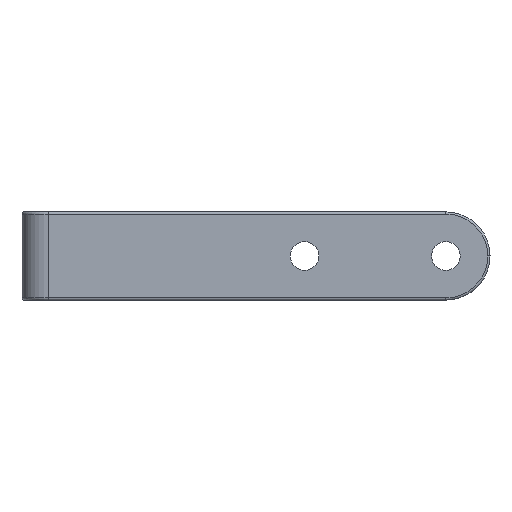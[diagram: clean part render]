
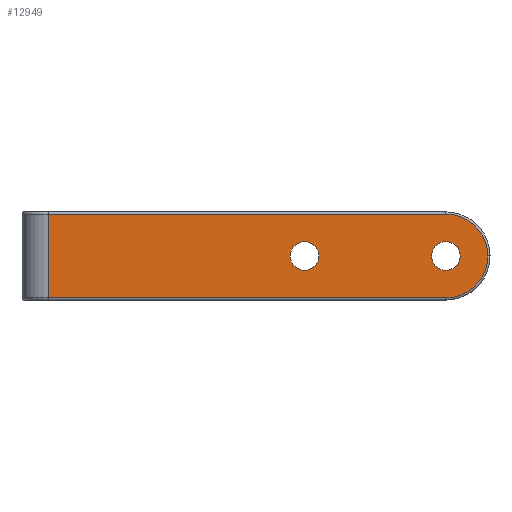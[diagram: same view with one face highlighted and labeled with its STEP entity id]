
A CAD part, left-side view. The second image highlights one B-rep face of the part: STEP entity #12949.
In plain terms, the highlighted planar face has unit normal (-1, 0, 0).
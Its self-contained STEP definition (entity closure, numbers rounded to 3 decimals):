
#444 = VECTOR ( 'NONE', #15405, 1000. ) ;
#640 = DIRECTION ( 'NONE',  ( 1., 0., 0. ) ) ;
#777 = CARTESIAN_POINT ( 'NONE',  ( 0., 0., 0.5 ) ) ;
#864 = VERTEX_POINT ( 'NONE', #1349 ) ;
#908 = ORIENTED_EDGE ( 'NONE', *, *, #8218, .F. ) ;
#1110 = CARTESIAN_POINT ( 'NONE',  ( 0., 10., 10. ) ) ;
#1349 = CARTESIAN_POINT ( 'NONE',  ( 0., 10., 19.5 ) ) ;
#1567 = EDGE_CURVE ( 'NONE', #10305, #16429, #12711, .T. ) ;
#2047 = CARTESIAN_POINT ( 'NONE',  ( 0., 42., 13.25 ) ) ;
#2306 = DIRECTION ( 'NONE',  ( 0., 0., 1. ) ) ;
#2309 = EDGE_CURVE ( 'NONE', #864, #10305, #14838, .T. ) ;
#2386 = CIRCLE ( 'NONE', #15442, 3.25 ) ;
#2398 = ORIENTED_EDGE ( 'NONE', *, *, #1567, .F. ) ;
#2467 = DIRECTION ( 'NONE',  ( 0., 0., 1. ) ) ;
#2613 = VECTOR ( 'NONE', #16310, 1000. ) ;
#2936 = AXIS2_PLACEMENT_3D ( 'NONE', #15883, #4448, #9532 ) ;
#3065 = DIRECTION ( 'NONE',  ( 0., 0., 1. ) ) ;
#3161 = CARTESIAN_POINT ( 'NONE',  ( 0., 100., 19.5 ) ) ;
#3173 = EDGE_LOOP ( 'NONE', ( #2398, #10807, #7240, #3315, #3937 ) ) ;
#3315 = ORIENTED_EDGE ( 'NONE', *, *, #3695, .T. ) ;
#3372 = VERTEX_POINT ( 'NONE', #13742 ) ;
#3408 = CIRCLE ( 'NONE', #8721, 3.25 ) ;
#3630 = DIRECTION ( 'NONE',  ( -1., 0., 0. ) ) ;
#3690 = VERTEX_POINT ( 'NONE', #6465 ) ;
#3695 = EDGE_CURVE ( 'NONE', #11813, #13628, #12896, .T. ) ;
#3751 = EDGE_CURVE ( 'NONE', #864, #11813, #3808, .T. ) ;
#3808 = LINE ( 'NONE', #3973, #13792 ) ;
#3937 = ORIENTED_EDGE ( 'NONE', *, *, #4116, .T. ) ;
#3973 = CARTESIAN_POINT ( 'NONE',  ( 0., 0., 19.5 ) ) ;
#4116 = EDGE_CURVE ( 'NONE', #13628, #16429, #14969, .T. ) ;
#4403 = CARTESIAN_POINT ( 'NONE',  ( 0., 10., 10. ) ) ;
#4448 = DIRECTION ( 'NONE',  ( -1., 0., 0. ) ) ;
#4538 = CIRCLE ( 'NONE', #2936, 3.25 ) ;
#5141 = EDGE_LOOP ( 'NONE', ( #908, #13159 ) ) ;
#5166 = EDGE_CURVE ( 'NONE', #7142, #15480, #3408, .T. ) ;
#5209 = DIRECTION ( 'NONE',  ( -1., 0., 0. ) ) ;
#5372 = FACE_BOUND ( 'NONE', #5141, .T. ) ;
#5513 = AXIS2_PLACEMENT_3D ( 'NONE', #1110, #6203, #8868 ) ;
#5558 = EDGE_LOOP ( 'NONE', ( #16115, #10132 ) ) ;
#6203 = DIRECTION ( 'NONE',  ( 1., 0., 0. ) ) ;
#6465 = CARTESIAN_POINT ( 'NONE',  ( 0., 10., 13.25 ) ) ;
#6864 = FACE_OUTER_BOUND ( 'NONE', #3173, .T. ) ;
#7142 = VERTEX_POINT ( 'NONE', #2047 ) ;
#7240 = ORIENTED_EDGE ( 'NONE', *, *, #3751, .T. ) ;
#8218 = EDGE_CURVE ( 'NONE', #3690, #3372, #4538, .T. ) ;
#8706 = AXIS2_PLACEMENT_3D ( 'NONE', #9449, #11969, #10535 ) ;
#8721 = AXIS2_PLACEMENT_3D ( 'NONE', #16337, #10143, #2306 ) ;
#8868 = DIRECTION ( 'NONE',  ( 0., 0., 1. ) ) ;
#9050 = DIRECTION ( 'NONE',  ( 0., 1., 0. ) ) ;
#9285 = FACE_BOUND ( 'NONE', #5558, .T. ) ;
#9449 = CARTESIAN_POINT ( 'NONE',  ( 0., 0., 20. ) ) ;
#9532 = DIRECTION ( 'NONE',  ( 0., 0., 1. ) ) ;
#10132 = ORIENTED_EDGE ( 'NONE', *, *, #10316, .F. ) ;
#10143 = DIRECTION ( 'NONE',  ( -1., 0., 0. ) ) ;
#10290 = DIRECTION ( 'NONE',  ( 0., 0., 1. ) ) ;
#10297 = CARTESIAN_POINT ( 'NONE',  ( 0., 100., 20. ) ) ;
#10305 = VERTEX_POINT ( 'NONE', #16405 ) ;
#10316 = EDGE_CURVE ( 'NONE', #15480, #7142, #2386, .T. ) ;
#10455 = PLANE ( 'NONE',  #8706 ) ;
#10535 = DIRECTION ( 'NONE',  ( 0., 0., 1. ) ) ;
#10807 = ORIENTED_EDGE ( 'NONE', *, *, #2309, .F. ) ;
#11391 = CARTESIAN_POINT ( 'NONE',  ( 0., 10., 10. ) ) ;
#11650 = CIRCLE ( 'NONE', #13785, 3.25 ) ;
#11813 = VERTEX_POINT ( 'NONE', #3161 ) ;
#11969 = DIRECTION ( 'NONE',  ( -1., 0., 0. ) ) ;
#12473 = CARTESIAN_POINT ( 'NONE',  ( 0., 42., 6.75 ) ) ;
#12711 = CIRCLE ( 'NONE', #15115, 9.5 ) ;
#12823 = EDGE_CURVE ( 'NONE', #3372, #3690, #11650, .T. ) ;
#12896 = LINE ( 'NONE', #10297, #444 ) ;
#12949 = ADVANCED_FACE ( 'NONE', ( #9285, #5372, #6864 ), #10455, .T. ) ;
#13159 = ORIENTED_EDGE ( 'NONE', *, *, #12823, .F. ) ;
#13628 = VERTEX_POINT ( 'NONE', #13892 ) ;
#13742 = CARTESIAN_POINT ( 'NONE',  ( 0., 10., 6.75 ) ) ;
#13785 = AXIS2_PLACEMENT_3D ( 'NONE', #11391, #5209, #10290 ) ;
#13792 = VECTOR ( 'NONE', #9050, 1000. ) ;
#13892 = CARTESIAN_POINT ( 'NONE',  ( 0., 100., 0.5 ) ) ;
#13904 = CARTESIAN_POINT ( 'NONE',  ( 0., 42., 10. ) ) ;
#14838 = CIRCLE ( 'NONE', #5513, 9.5 ) ;
#14969 = LINE ( 'NONE', #777, #2613 ) ;
#15115 = AXIS2_PLACEMENT_3D ( 'NONE', #4403, #640, #3065 ) ;
#15405 = DIRECTION ( 'NONE',  ( 0., 0., -1. ) ) ;
#15442 = AXIS2_PLACEMENT_3D ( 'NONE', #13904, #3630, #2467 ) ;
#15480 = VERTEX_POINT ( 'NONE', #12473 ) ;
#15586 = CARTESIAN_POINT ( 'NONE',  ( 0., 10., 0.5 ) ) ;
#15883 = CARTESIAN_POINT ( 'NONE',  ( 0., 10., 10. ) ) ;
#16115 = ORIENTED_EDGE ( 'NONE', *, *, #5166, .F. ) ;
#16310 = DIRECTION ( 'NONE',  ( 0., -1., 0. ) ) ;
#16337 = CARTESIAN_POINT ( 'NONE',  ( 0., 42., 10. ) ) ;
#16405 = CARTESIAN_POINT ( 'NONE',  ( 0., 0.5, 10. ) ) ;
#16429 = VERTEX_POINT ( 'NONE', #15586 ) ;
